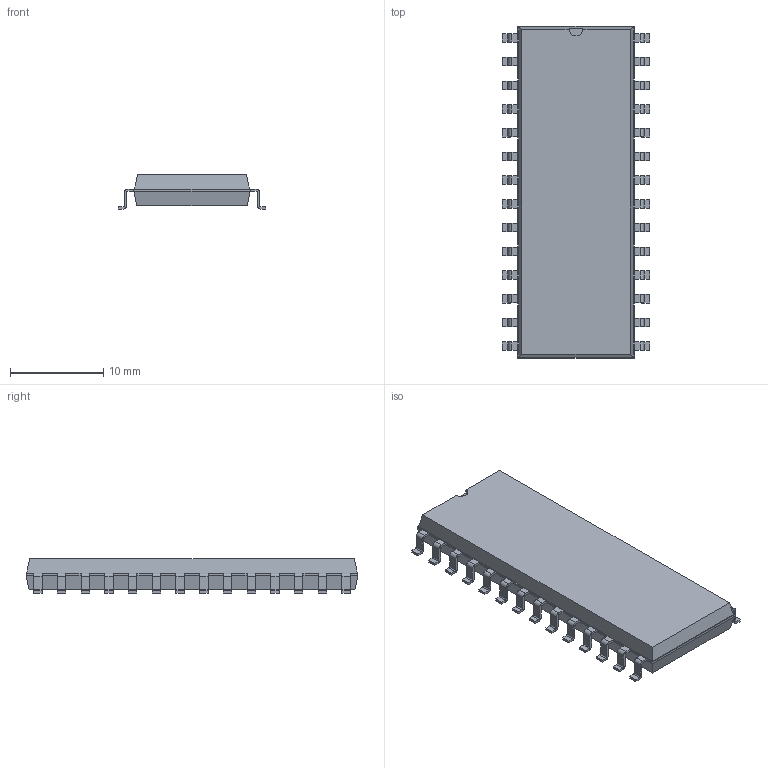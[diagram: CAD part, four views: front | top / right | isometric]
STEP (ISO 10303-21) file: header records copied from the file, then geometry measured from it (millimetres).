
FILE_DESCRIPTION(/* description */ ('model of DIP-28_W15.24mm_SMDSocket_SmallPads'),/* implementation_level */ '2;1');
FILE_NAME(/* name */ 'DIP-28_W15.24mm_SMDSocket_SmallPads.step',/* time_stamp */ '2017-09-23T12:38:24',/* author */ ('kicad StepUp','ksu'),/* organization */ ('FreeCAD'),/* preprocessor_version */ 'OCC',/* originating_system */ 'kicad StepUp',/* authorisation */ '');
FILE_SCHEMA(('AUTOMOTIVE_DESIGN { 1 0 10303 214 1 1 1 1 }'));
Length unit declared in the file: millimetre
Products named in the file (1): DIP_28_W1524mm_SMDSocket_SmallPads
Bounding box: 15.81 x 35.56 x 3.68 mm (x, y, z)
Volume: 1426.1 mm3; surface area: 1364 mm2
Topology: 1 solids, 1 shells, 468 faces, 1220 edges, 754 vertices
Faces by surface type: plane 287, cylinder 113, bspline 68
Entity records: 17304 total; most frequent: CARTESIAN_POINT 2672, ORIENTED_EDGE 2440, DIRECTION 2231, EDGE_CURVE 1220, LINE 973, VECTOR 973, VERTEX_POINT 754, AXIS2_PLACEMENT_3D 629
